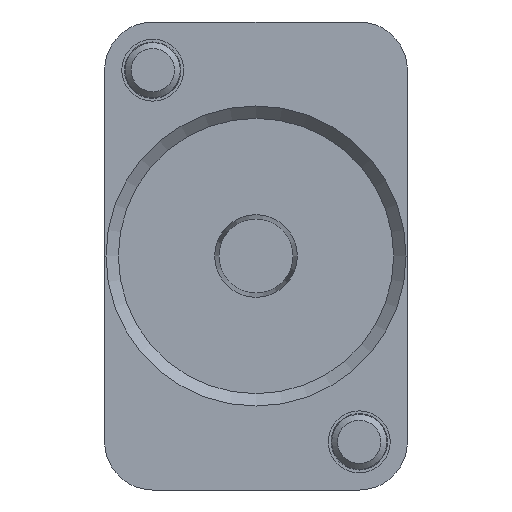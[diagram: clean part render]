
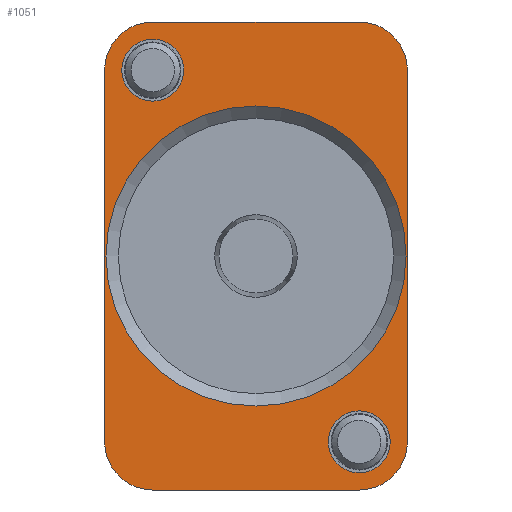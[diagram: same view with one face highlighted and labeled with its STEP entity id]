
A CAD part, front view. The second image highlights one B-rep face of the part: STEP entity #1051.
In plain terms, the highlighted planar face has unit normal (0, -1, 0).
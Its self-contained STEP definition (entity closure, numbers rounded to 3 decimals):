
#57=PLANE('',#1168);
#97=CIRCLE('',#1151,3.5);
#99=CIRCLE('',#1154,3.5);
#100=CIRCLE('',#1157,3.5);
#102=CIRCLE('',#1162,3.5);
#106=CIRCLE('',#1169,10.9);
#107=CIRCLE('',#1170,2.25);
#108=CIRCLE('',#1171,2.25);
#160=LINE('',#1687,#232);
#166=LINE('',#1702,#238);
#170=LINE('',#1710,#242);
#176=LINE('',#1725,#248);
#232=VECTOR('',#1326,1000.);
#238=VECTOR('',#1340,1000.);
#242=VECTOR('',#1346,1000.);
#248=VECTOR('',#1360,1000.);
#365=ORIENTED_EDGE('',*,*,#633,.T.);
#366=ORIENTED_EDGE('',*,*,#634,.T.);
#367=ORIENTED_EDGE('',*,*,#635,.T.);
#368=ORIENTED_EDGE('',*,*,#593,.F.);
#369=ORIENTED_EDGE('',*,*,#622,.F.);
#370=ORIENTED_EDGE('',*,*,#616,.F.);
#371=ORIENTED_EDGE('',*,*,#614,.F.);
#372=ORIENTED_EDGE('',*,*,#597,.F.);
#373=ORIENTED_EDGE('',*,*,#610,.F.);
#374=ORIENTED_EDGE('',*,*,#604,.F.);
#375=ORIENTED_EDGE('',*,*,#602,.F.);
#593=EDGE_CURVE('',#732,#733,#97,.T.);
#597=EDGE_CURVE('',#736,#737,#99,.T.);
#602=EDGE_CURVE('',#733,#741,#160,.T.);
#604=EDGE_CURVE('',#741,#742,#100,.T.);
#610=EDGE_CURVE('',#742,#736,#166,.T.);
#614=EDGE_CURVE('',#737,#749,#170,.T.);
#616=EDGE_CURVE('',#749,#750,#102,.T.);
#622=EDGE_CURVE('',#750,#732,#176,.T.);
#633=EDGE_CURVE('',#762,#762,#106,.T.);
#634=EDGE_CURVE('',#763,#763,#107,.T.);
#635=EDGE_CURVE('',#764,#764,#108,.T.);
#732=VERTEX_POINT('',#1667);
#733=VERTEX_POINT('',#1669);
#736=VERTEX_POINT('',#1676);
#737=VERTEX_POINT('',#1678);
#741=VERTEX_POINT('',#1688);
#742=VERTEX_POINT('',#1692);
#749=VERTEX_POINT('',#1711);
#750=VERTEX_POINT('',#1715);
#762=VERTEX_POINT('',#1747);
#763=VERTEX_POINT('',#1749);
#764=VERTEX_POINT('',#1751);
#834=EDGE_LOOP('',(#365));
#835=EDGE_LOOP('',(#366));
#836=EDGE_LOOP('',(#367));
#837=EDGE_LOOP('',(#368,#369,#370,#371,#372,#373,#374,#375));
#934=FACE_BOUND('',#834,.T.);
#935=FACE_BOUND('',#835,.T.);
#936=FACE_BOUND('',#836,.T.);
#937=FACE_BOUND('',#837,.T.);
#1051=ADVANCED_FACE('',(#934,#935,#936,#937),#57,.F.);
#1151=AXIS2_PLACEMENT_3D('',#1668,#1310,#1311);
#1154=AXIS2_PLACEMENT_3D('',#1677,#1318,#1319);
#1157=AXIS2_PLACEMENT_3D('',#1691,#1330,#1331);
#1162=AXIS2_PLACEMENT_3D('',#1714,#1350,#1351);
#1168=AXIS2_PLACEMENT_3D('',#1745,#1375,#1376);
#1169=AXIS2_PLACEMENT_3D('',#1746,#1377,#1378);
#1170=AXIS2_PLACEMENT_3D('',#1748,#1379,#1380);
#1171=AXIS2_PLACEMENT_3D('',#1750,#1381,#1382);
#1310=DIRECTION('',(0.,1.,0.));
#1311=DIRECTION('',(1.,0.,0.));
#1318=DIRECTION('',(0.,1.,0.));
#1319=DIRECTION('',(1.,0.,0.));
#1326=DIRECTION('',(0.,0.,1.));
#1330=DIRECTION('',(0.,1.,0.));
#1331=DIRECTION('',(1.,0.,0.));
#1340=DIRECTION('',(1.,0.,0.));
#1346=DIRECTION('',(0.,0.,-1.));
#1350=DIRECTION('',(0.,1.,0.));
#1351=DIRECTION('',(1.,0.,0.));
#1360=DIRECTION('',(-1.,0.,0.));
#1375=DIRECTION('',(0.,1.,0.));
#1376=DIRECTION('',(0.,0.,1.));
#1377=DIRECTION('',(0.,1.,0.));
#1378=DIRECTION('',(0.,0.,1.));
#1379=DIRECTION('',(0.,1.,0.));
#1380=DIRECTION('',(1.,0.,0.));
#1381=DIRECTION('',(0.,1.,0.));
#1382=DIRECTION('',(1.,0.,0.));
#1667=CARTESIAN_POINT('',(-13.5,0.,-11.));
#1668=CARTESIAN_POINT('',(-13.5,0.,-7.5));
#1669=CARTESIAN_POINT('',(-17.,0.,-7.5));
#1676=CARTESIAN_POINT('',(13.5,0.,11.));
#1677=CARTESIAN_POINT('',(13.5,0.,7.5));
#1678=CARTESIAN_POINT('',(17.,0.,7.5));
#1687=CARTESIAN_POINT('',(-17.,0.,-7.5));
#1688=CARTESIAN_POINT('',(-17.,0.,7.5));
#1691=CARTESIAN_POINT('',(-13.5,0.,7.5));
#1692=CARTESIAN_POINT('',(-13.5,0.,11.));
#1702=CARTESIAN_POINT('',(-13.5,0.,11.));
#1710=CARTESIAN_POINT('',(17.,0.,7.5));
#1711=CARTESIAN_POINT('',(17.,0.,-7.5));
#1714=CARTESIAN_POINT('',(13.5,0.,-7.5));
#1715=CARTESIAN_POINT('',(13.5,0.,-11.));
#1725=CARTESIAN_POINT('',(13.5,0.,-11.));
#1745=CARTESIAN_POINT('',(-13.5,0.,-7.5));
#1746=CARTESIAN_POINT('',(0.,0.,0.));
#1747=CARTESIAN_POINT('',(0.,0.,10.9));
#1748=CARTESIAN_POINT('',(-13.5,0.,-7.5));
#1749=CARTESIAN_POINT('',(-11.25,0.,-7.5));
#1750=CARTESIAN_POINT('',(13.5,0.,7.5));
#1751=CARTESIAN_POINT('',(15.75,0.,7.5));
